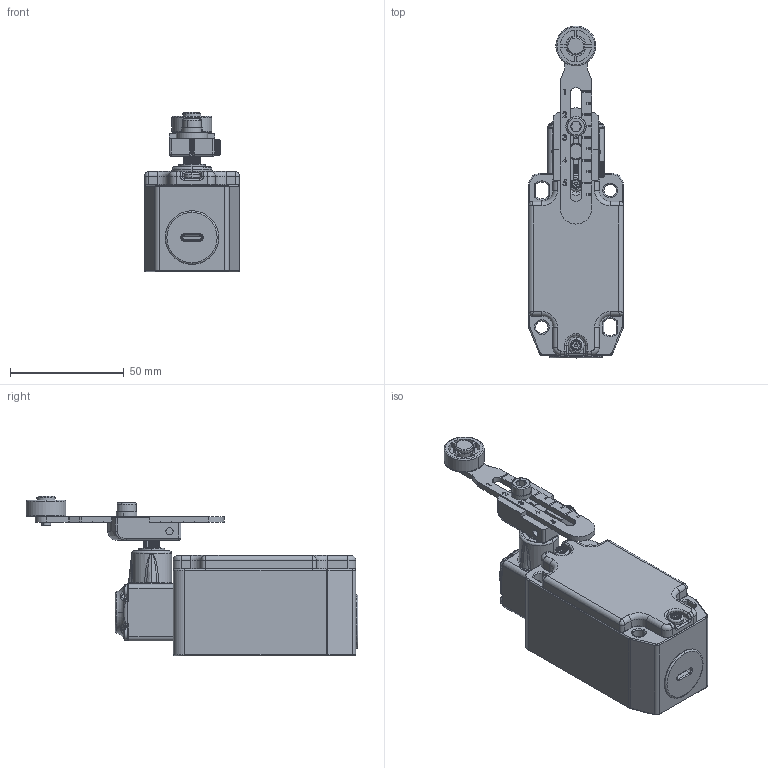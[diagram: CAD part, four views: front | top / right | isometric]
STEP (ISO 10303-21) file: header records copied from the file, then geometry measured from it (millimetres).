
FILE_DESCRIPTION (( 'STEP AP203' ), '1' );
FILE_NAME ('175-HLM-SS (Adjustable Roller Lever) (STEP format).STEP', '2016-10-19T13:51:18', ( '' ), ( '' ), 'SwSTEP 2.0', 'SolidWorks 2015', '' );
FILE_SCHEMA (( 'CONFIG_CONTROL_DESIGN' ));
Length unit declared in the file: millimetre
Products named in the file (1): 175-HLM-SS (Adjustable Roller Lever) (STEP format)
Bounding box: 41.6 x 145.62 x 70 mm (x, y, z)
Volume: 81997.6 mm3; surface area: 55808.1 mm2
Topology: 19 solids, 19 shells, 3375 faces, 8084 edges, 4792 vertices
Faces by surface type: plane 1014, cone 982, cylinder 837, torus 255, bspline 253, sphere 34
Entity records: 115572 total; most frequent: CARTESIAN_POINT 39103, ORIENTED_EDGE 16052, DIRECTION 16012, EDGE_CURVE 8026, AXIS2_PLACEMENT_3D 6093, VERTEX_POINT 4792, VECTOR 3826, LINE 3826
